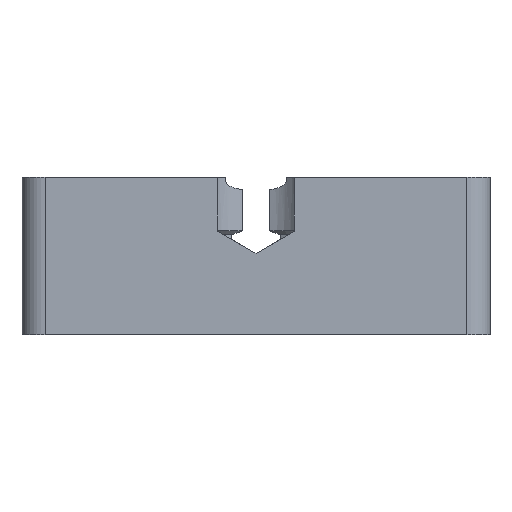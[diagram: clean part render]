
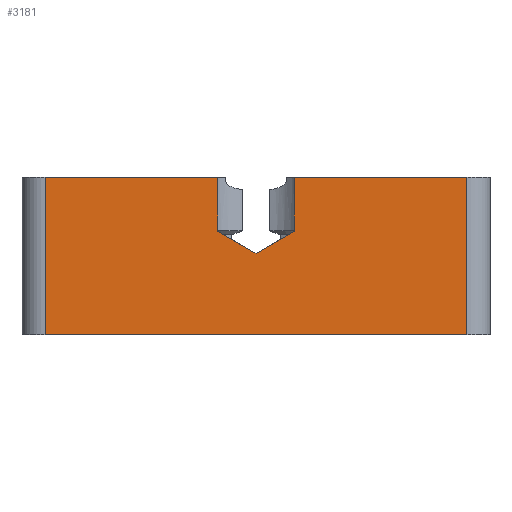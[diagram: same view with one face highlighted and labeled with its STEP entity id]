
A CAD part, left-side view. The second image highlights one B-rep face of the part: STEP entity #3181.
In plain terms, the highlighted planar face has unit normal (-1, 0, 0).
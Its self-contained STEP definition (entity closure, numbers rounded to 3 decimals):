
#17 = CARTESIAN_POINT ( 'NONE',  ( -15., 27.5, -8.99 ) ) ;
#27 = CARTESIAN_POINT ( 'NONE',  ( -15., -27.5, -8.99 ) ) ;
#135 = DIRECTION ( 'NONE',  ( 0., 1., 0. ) ) ;
#150 = VERTEX_POINT ( 'NONE', #2507 ) ;
#230 = EDGE_CURVE ( 'NONE', #4636, #150, #3388, .T. ) ;
#312 = VECTOR ( 'NONE', #4646, 1000. ) ;
#326 = CARTESIAN_POINT ( 'NONE',  ( -15., 5., 4.475 ) ) ;
#480 = CARTESIAN_POINT ( 'NONE',  ( -15., 0., 11.475 ) ) ;
#497 = ORIENTED_EDGE ( 'NONE', *, *, #2452, .T. ) ;
#617 = LINE ( 'NONE', #3588, #4403 ) ;
#636 = PLANE ( 'NONE',  #3257 ) ;
#738 = ORIENTED_EDGE ( 'NONE', *, *, #4607, .T. ) ;
#752 = LINE ( 'NONE', #17, #4949 ) ;
#834 = VERTEX_POINT ( 'NONE', #4299 ) ;
#909 = CARTESIAN_POINT ( 'NONE',  ( -15., 27.5, 11.475 ) ) ;
#966 = EDGE_CURVE ( 'NONE', #834, #4454, #617, .T. ) ;
#976 = EDGE_CURVE ( 'NONE', #2166, #4636, #4538, .T. ) ;
#1035 = VECTOR ( 'NONE', #3437, 1000. ) ;
#1038 = CARTESIAN_POINT ( 'NONE',  ( -15., -0.688, 1.191 ) ) ;
#1089 = VECTOR ( 'NONE', #2996, 1000. ) ;
#1105 = ORIENTED_EDGE ( 'NONE', *, *, #2136, .F. ) ;
#1566 = VECTOR ( 'NONE', #2717, 1000. ) ;
#1568 = LINE ( 'NONE', #3107, #2849 ) ;
#1612 = ORIENTED_EDGE ( 'NONE', *, *, #966, .T. ) ;
#1662 = EDGE_LOOP ( 'NONE', ( #3367, #1105, #1612, #738, #3950, #497, #1857, #4954, #4838 ) ) ;
#1756 = EDGE_CURVE ( 'NONE', #150, #3251, #3379, .T. ) ;
#1763 = CARTESIAN_POINT ( 'NONE',  ( -15., -5., 11.475 ) ) ;
#1830 = CARTESIAN_POINT ( 'NONE',  ( -15., 0.688, 1.191 ) ) ;
#1857 = ORIENTED_EDGE ( 'NONE', *, *, #3694, .T. ) ;
#1918 = DIRECTION ( 'NONE',  ( 0., 0., -1. ) ) ;
#2095 = DIRECTION ( 'NONE',  ( 1., 0., 0. ) ) ;
#2136 = EDGE_CURVE ( 'NONE', #834, #2166, #4147, .T. ) ;
#2166 = VERTEX_POINT ( 'NONE', #326 ) ;
#2244 = CARTESIAN_POINT ( 'NONE',  ( -15., -5., 0. ) ) ;
#2452 = EDGE_CURVE ( 'NONE', #4696, #2719, #1568, .T. ) ;
#2507 = CARTESIAN_POINT ( 'NONE',  ( -15., -5., 4.475 ) ) ;
#2598 = VECTOR ( 'NONE', #2923, 1000. ) ;
#2717 = DIRECTION ( 'NONE',  ( 0., 1., 0. ) ) ;
#2719 = VERTEX_POINT ( 'NONE', #2814 ) ;
#2742 = LINE ( 'NONE', #480, #1566 ) ;
#2814 = CARTESIAN_POINT ( 'NONE',  ( -15., -27.5, 11.475 ) ) ;
#2849 = VECTOR ( 'NONE', #4699, 1000. ) ;
#2923 = DIRECTION ( 'NONE',  ( 0., 1., 0. ) ) ;
#2948 = CARTESIAN_POINT ( 'NONE',  ( -15., 0., 22.95 ) ) ;
#2996 = DIRECTION ( 'NONE',  ( 0., -0.866, -0.5 ) ) ;
#3069 = DIRECTION ( 'NONE',  ( 0., 0., -1. ) ) ;
#3107 = CARTESIAN_POINT ( 'NONE',  ( -15., -27.5, 22.95 ) ) ;
#3149 = EDGE_CURVE ( 'NONE', #4696, #4413, #4795, .T. ) ;
#3181 = ADVANCED_FACE ( 'NONE', ( #4388 ), #636, .F. ) ;
#3251 = VERTEX_POINT ( 'NONE', #1763 ) ;
#3253 = DIRECTION ( 'NONE',  ( 0., 0., -1. ) ) ;
#3257 = AXIS2_PLACEMENT_3D ( 'NONE', #2948, #2095, #3253 ) ;
#3367 = ORIENTED_EDGE ( 'NONE', *, *, #976, .F. ) ;
#3369 = CARTESIAN_POINT ( 'NONE',  ( -15., 0., 1.588 ) ) ;
#3379 = LINE ( 'NONE', #2244, #312 ) ;
#3388 = LINE ( 'NONE', #1830, #1035 ) ;
#3437 = DIRECTION ( 'NONE',  ( 0., -0.866, 0.5 ) ) ;
#3447 = CARTESIAN_POINT ( 'NONE',  ( -15., 27.5, -8.99 ) ) ;
#3588 = CARTESIAN_POINT ( 'NONE',  ( -15., 0., 11.475 ) ) ;
#3694 = EDGE_CURVE ( 'NONE', #2719, #3251, #2742, .T. ) ;
#3695 = VECTOR ( 'NONE', #3069, 1000. ) ;
#3950 = ORIENTED_EDGE ( 'NONE', *, *, #3149, .F. ) ;
#4147 = LINE ( 'NONE', #4176, #3695 ) ;
#4176 = CARTESIAN_POINT ( 'NONE',  ( -15., 5., 0. ) ) ;
#4299 = CARTESIAN_POINT ( 'NONE',  ( -15., 5., 11.475 ) ) ;
#4388 = FACE_OUTER_BOUND ( 'NONE', #1662, .T. ) ;
#4403 = VECTOR ( 'NONE', #135, 1000. ) ;
#4413 = VERTEX_POINT ( 'NONE', #3447 ) ;
#4454 = VERTEX_POINT ( 'NONE', #909 ) ;
#4538 = LINE ( 'NONE', #1038, #1089 ) ;
#4607 = EDGE_CURVE ( 'NONE', #4454, #4413, #752, .T. ) ;
#4636 = VERTEX_POINT ( 'NONE', #3369 ) ;
#4646 = DIRECTION ( 'NONE',  ( 0., 0., 1. ) ) ;
#4696 = VERTEX_POINT ( 'NONE', #27 ) ;
#4699 = DIRECTION ( 'NONE',  ( 0., 0., 1. ) ) ;
#4795 = LINE ( 'NONE', #4819, #2598 ) ;
#4819 = CARTESIAN_POINT ( 'NONE',  ( -15., -30.5, -8.99 ) ) ;
#4838 = ORIENTED_EDGE ( 'NONE', *, *, #230, .F. ) ;
#4949 = VECTOR ( 'NONE', #1918, 1000. ) ;
#4954 = ORIENTED_EDGE ( 'NONE', *, *, #1756, .F. ) ;
